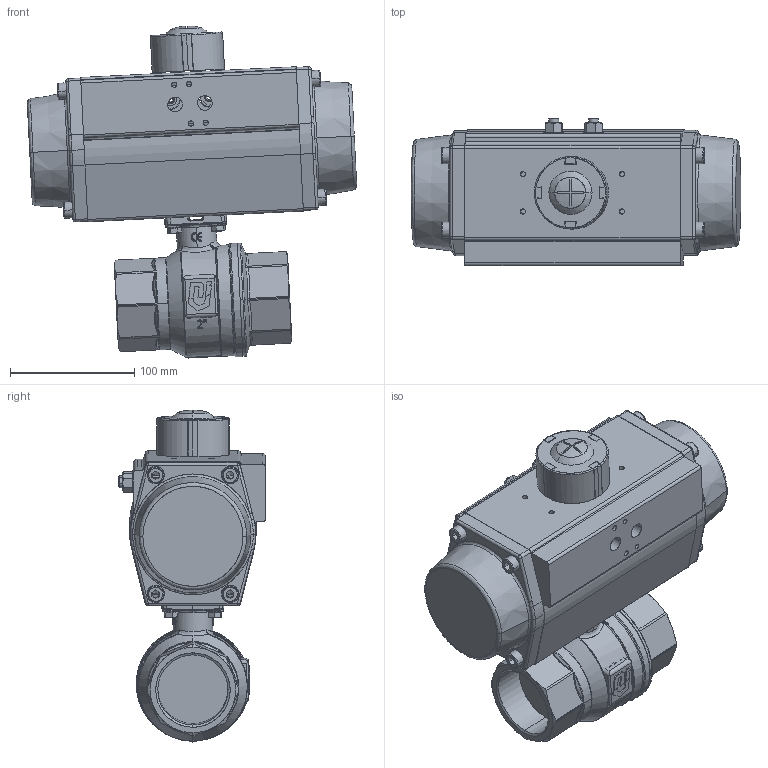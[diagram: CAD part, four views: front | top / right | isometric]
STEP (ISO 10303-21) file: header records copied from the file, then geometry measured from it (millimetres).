
FILE_DESCRIPTION (( 'STEP AP214' ), '1' );
FILE_NAME ('PK01_DN50_einfachwirkend (PK01010008).STEP', '2022-01-14T12:55:26', ( '' ), ( '' ), 'SwSTEP 2.0', 'SolidWorks 2021', '' );
FILE_SCHEMA (( 'AUTOMOTIVE_DESIGN' ));
Length unit declared in the file: metre
Products named in the file (1): PK01_DN50_einfachwirkend (PK01010008)
Bounding box: 265.71 x 118.5 x 267.72 mm (x, y, z)
Surface area: 222024.7 mm2 (no closed solid volume)
Topology: 0 solids, 773 shells, 938 faces, 4461 edges, 4283 vertices
Faces by surface type: plane 340, cylinder 249, bspline 205, cone 117, torus 23, sphere 4
Entity records: 85868 total; most frequent: CARTESIAN_POINT 43939, DIRECTION 5396, ORIENTED_EDGE 4793, EDGE_CURVE 4448, VERTEX_POINT 4283, AXIS2_PLACEMENT_3D 1816, LINE 1764, VECTOR 1764
